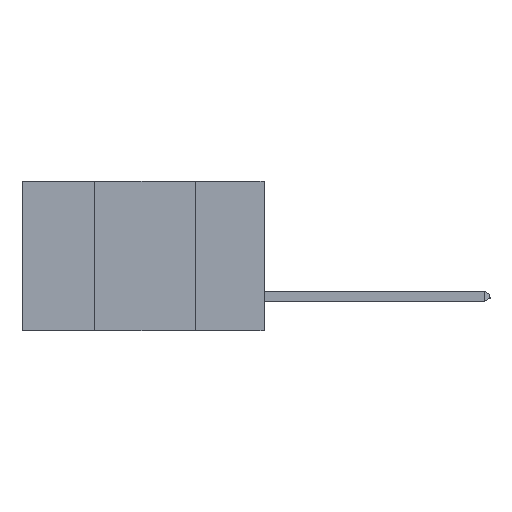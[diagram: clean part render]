
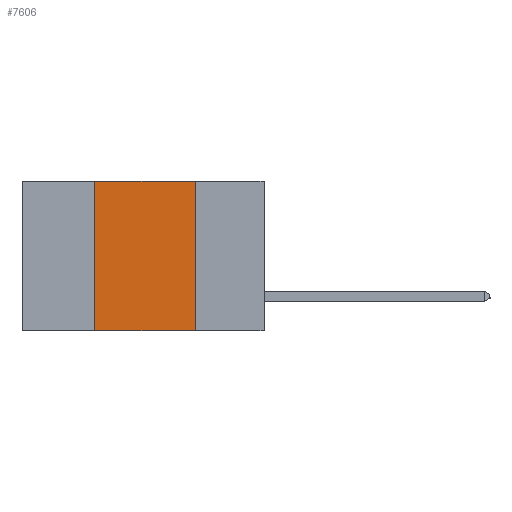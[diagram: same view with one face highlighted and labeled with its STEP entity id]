
A CAD part, left-side view. The second image highlights one B-rep face of the part: STEP entity #7606.
In plain terms, the highlighted planar face has unit normal (-1, 0, 0).
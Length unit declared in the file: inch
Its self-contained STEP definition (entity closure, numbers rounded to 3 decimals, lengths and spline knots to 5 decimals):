
#158 = DIRECTION ( 'NONE',  ( 0., 0., 1. ) ) ;
#416 = CARTESIAN_POINT ( 'NONE',  ( 0., 0.42, 0. ) ) ;
#521 = ORIENTED_EDGE ( 'NONE', *, *, #7326, .F. ) ;
#760 = VERTEX_POINT ( 'NONE', #13163 ) ;
#820 = VECTOR ( 'NONE', #11564, 39.37008 ) ;
#1319 = DIRECTION ( 'NONE',  ( 0., 0., -1. ) ) ;
#1502 = LINE ( 'NONE', #10671, #18150 ) ;
#1554 = ORIENTED_EDGE ( 'NONE', *, *, #13406, .F. ) ;
#1969 = DIRECTION ( 'NONE',  ( 0., 0., -1. ) ) ;
#2310 = VECTOR ( 'NONE', #158, 39.37008 ) ;
#2543 = AXIS2_PLACEMENT_3D ( 'NONE', #8259, #11294, #1969 ) ;
#2863 = ORIENTED_EDGE ( 'NONE', *, *, #12502, .T. ) ;
#3468 = EDGE_CURVE ( 'NONE', #15403, #16775, #9225, .T. ) ;
#3961 = CARTESIAN_POINT ( 'NONE',  ( 0., 0.17, -0.37 ) ) ;
#4175 = LINE ( 'NONE', #9491, #7306 ) ;
#6739 = PLANE ( 'NONE',  #2543 ) ;
#7306 = VECTOR ( 'NONE', #7722, 39.37008 ) ;
#7326 = EDGE_CURVE ( 'NONE', #760, #15403, #18379, .T. ) ;
#7386 = CARTESIAN_POINT ( 'NONE',  ( 0., 0.17, 0. ) ) ;
#7606 = ADVANCED_FACE ( 'NONE', ( #13842 ), #6739, .F. ) ;
#7722 = DIRECTION ( 'NONE',  ( 0., -1., 0. ) ) ;
#8259 = CARTESIAN_POINT ( 'NONE',  ( 0., 0.6, 0. ) ) ;
#8950 = VERTEX_POINT ( 'NONE', #3961 ) ;
#9225 = LINE ( 'NONE', #10651, #820 ) ;
#9491 = CARTESIAN_POINT ( 'NONE',  ( 0., 0.6, -0.37 ) ) ;
#10651 = CARTESIAN_POINT ( 'NONE',  ( 0., 0.6, 0. ) ) ;
#10671 = CARTESIAN_POINT ( 'NONE',  ( 0., 0.17, 0. ) ) ;
#11294 = DIRECTION ( 'NONE',  ( 1., 0., 0. ) ) ;
#11564 = DIRECTION ( 'NONE',  ( 0., -1., 0. ) ) ;
#12502 = EDGE_CURVE ( 'NONE', #760, #8950, #4175, .T. ) ;
#13163 = CARTESIAN_POINT ( 'NONE',  ( 0., 0.42, -0.37 ) ) ;
#13406 = EDGE_CURVE ( 'NONE', #16775, #8950, #1502, .T. ) ;
#13842 = FACE_OUTER_BOUND ( 'NONE', #17329, .T. ) ;
#14136 = CARTESIAN_POINT ( 'NONE',  ( 0., 0.42, 0. ) ) ;
#15403 = VERTEX_POINT ( 'NONE', #14136 ) ;
#16775 = VERTEX_POINT ( 'NONE', #7386 ) ;
#16829 = ORIENTED_EDGE ( 'NONE', *, *, #3468, .F. ) ;
#17329 = EDGE_LOOP ( 'NONE', ( #1554, #16829, #521, #2863 ) ) ;
#18150 = VECTOR ( 'NONE', #1319, 39.37008 ) ;
#18379 = LINE ( 'NONE', #416, #2310 ) ;
